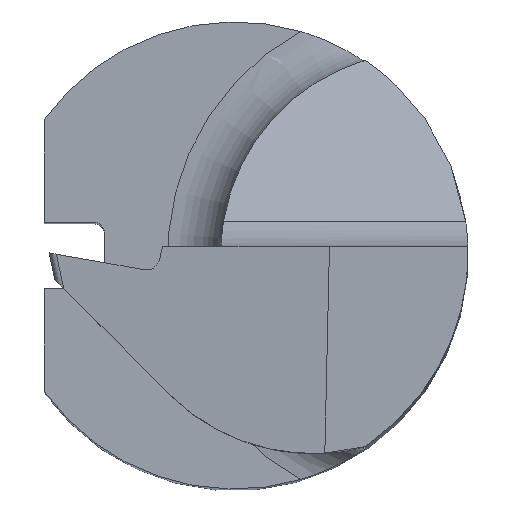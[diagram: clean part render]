
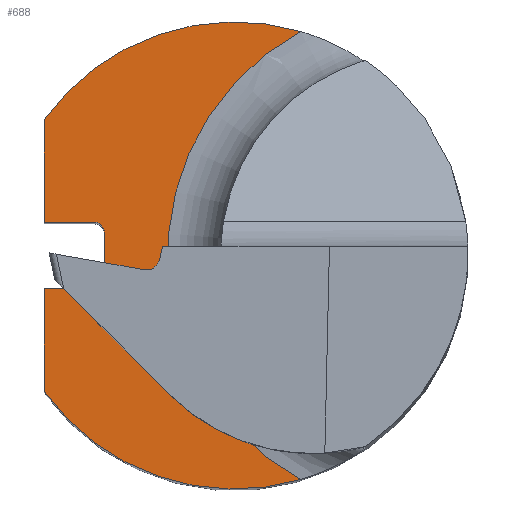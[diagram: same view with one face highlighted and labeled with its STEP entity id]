
A CAD part, top view. The second image highlights one B-rep face of the part: STEP entity #688.
In plain terms, the highlighted planar face has unit normal (0, 0, 1).
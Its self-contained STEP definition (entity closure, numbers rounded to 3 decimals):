
#4 = ORIENTED_EDGE ( 'NONE', *, *, #530, .F. ) ;
#47 = ORIENTED_EDGE ( 'NONE', *, *, #365, .F. ) ;
#52 = DIRECTION ( 'NONE',  ( 0., 1., 0. ) ) ;
#85 = CARTESIAN_POINT ( 'NONE',  ( 0.325, -0.054, 15. ) ) ;
#87 = ORIENTED_EDGE ( 'NONE', *, *, #112, .F. ) ;
#93 = CARTESIAN_POINT ( 'NONE',  ( 2.827, 0., 15. ) ) ;
#95 = CIRCLE ( 'NONE', #286, 3.827 ) ;
#102 = CARTESIAN_POINT ( 'NONE',  ( -64.45, 0.5, 15. ) ) ;
#112 = EDGE_CURVE ( 'NONE', #704, #567, #825, .T. ) ;
#126 = DIRECTION ( 'NONE',  ( 0., 0., 1. ) ) ;
#137 = EDGE_CURVE ( 'NONE', #459, #1009, #855, .T. ) ;
#153 = VERTEX_POINT ( 'NONE', #361 ) ;
#160 = DIRECTION ( 'NONE',  ( 0., 0., -1. ) ) ;
#174 = DIRECTION ( 'NONE',  ( 0., 0., 1. ) ) ;
#194 = CARTESIAN_POINT ( 'NONE',  ( -2.1, 0.35, 15. ) ) ;
#205 = EDGE_CURVE ( 'NONE', #1009, #237, #749, .T. ) ;
#237 = VERTEX_POINT ( 'NONE', #447 ) ;
#238 = DIRECTION ( 'NONE',  ( -1., 0., 0. ) ) ;
#249 = LINE ( 'NONE', #102, #943 ) ;
#259 = CIRCLE ( 'NONE', #456, 0.15 ) ;
#275 = DIRECTION ( 'NONE',  ( 0., 0., 1. ) ) ;
#286 = AXIS2_PLACEMENT_3D ( 'NONE', #93, #334, #516 ) ;
#299 = CARTESIAN_POINT ( 'NONE',  ( 0.99, -3.357, 15. ) ) ;
#304 = CARTESIAN_POINT ( 'NONE',  ( -1.95, 0.35, 15. ) ) ;
#323 = FACE_OUTER_BOUND ( 'NONE', #677, .T. ) ;
#326 = VECTOR ( 'NONE', #52, 1000. ) ;
#331 = AXIS2_PLACEMENT_3D ( 'NONE', #852, #126, #407 ) ;
#333 = CARTESIAN_POINT ( 'NONE',  ( -2.85, 0.5, 15. ) ) ;
#334 = DIRECTION ( 'NONE',  ( 0., 0., 1. ) ) ;
#335 = ORIENTED_EDGE ( 'NONE', *, *, #137, .F. ) ;
#336 = CARTESIAN_POINT ( 'NONE',  ( -2.85, 2.032, 15. ) ) ;
#340 = VERTEX_POINT ( 'NONE', #757 ) ;
#361 = CARTESIAN_POINT ( 'NONE',  ( -1.95, -0.35, 15. ) ) ;
#365 = EDGE_CURVE ( 'NONE', #845, #340, #259, .T. ) ;
#407 = DIRECTION ( 'NONE',  ( -1., 0., 0. ) ) ;
#411 = CARTESIAN_POINT ( 'NONE',  ( 0., 0., 15. ) ) ;
#435 = VERTEX_POINT ( 'NONE', #813 ) ;
#437 = LINE ( 'NONE', #763, #891 ) ;
#447 = CARTESIAN_POINT ( 'NONE',  ( 0.99, 3.357, 15. ) ) ;
#451 = DIRECTION ( 'NONE',  ( -1., 0., 0. ) ) ;
#456 = AXIS2_PLACEMENT_3D ( 'NONE', #194, #275, #994 ) ;
#459 = VERTEX_POINT ( 'NONE', #333 ) ;
#462 = ORIENTED_EDGE ( 'NONE', *, *, #498, .F. ) ;
#477 = CARTESIAN_POINT ( 'NONE',  ( -64.45, -0.5, 15. ) ) ;
#497 = DIRECTION ( 'NONE',  ( 0., 1., 0. ) ) ;
#498 = EDGE_CURVE ( 'NONE', #340, #459, #249, .T. ) ;
#516 = DIRECTION ( 'NONE',  ( -1., 0., 0. ) ) ;
#523 = CIRCLE ( 'NONE', #331, 0.15 ) ;
#530 = EDGE_CURVE ( 'NONE', #831, #704, #1031, .T. ) ;
#546 = EDGE_CURVE ( 'NONE', #435, #567, #569, .T. ) ;
#567 = VERTEX_POINT ( 'NONE', #916 ) ;
#569 = LINE ( 'NONE', #477, #862 ) ;
#614 = AXIS2_PLACEMENT_3D ( 'NONE', #411, #160, #803 ) ;
#626 = ORIENTED_EDGE ( 'NONE', *, *, #933, .F. ) ;
#671 = CARTESIAN_POINT ( 'NONE',  ( -2.85, 2.032, 15. ) ) ;
#677 = EDGE_LOOP ( 'NONE', ( #817, #335, #462, #47, #927, #920, #869, #87, #4, #626 ) ) ;
#688 = ADVANCED_FACE ( 'NONE', ( #323 ), #802, .T. ) ;
#704 = VERTEX_POINT ( 'NONE', #960 ) ;
#724 = DIRECTION ( 'NONE',  ( 0., -1., 0. ) ) ;
#749 = CIRCLE ( 'NONE', #1015, 3.5 ) ;
#757 = CARTESIAN_POINT ( 'NONE',  ( -2.1, 0.5, 15. ) ) ;
#763 = CARTESIAN_POINT ( 'NONE',  ( -1.95, 0.5, 15. ) ) ;
#802 = PLANE ( 'NONE',  #990 ) ;
#803 = DIRECTION ( 'NONE',  ( -1., 0., 0. ) ) ;
#813 = CARTESIAN_POINT ( 'NONE',  ( -2.1, -0.5, 15. ) ) ;
#817 = ORIENTED_EDGE ( 'NONE', *, *, #205, .F. ) ;
#825 = LINE ( 'NONE', #911, #326 ) ;
#831 = VERTEX_POINT ( 'NONE', #299 ) ;
#845 = VERTEX_POINT ( 'NONE', #304 ) ;
#852 = CARTESIAN_POINT ( 'NONE',  ( -2.1, -0.35, 15. ) ) ;
#855 = LINE ( 'NONE', #336, #942 ) ;
#862 = VECTOR ( 'NONE', #901, 1000. ) ;
#869 = ORIENTED_EDGE ( 'NONE', *, *, #546, .T. ) ;
#870 = DIRECTION ( 'NONE',  ( 0., 0., -1. ) ) ;
#890 = DIRECTION ( 'NONE',  ( -1., 0., 0. ) ) ;
#891 = VECTOR ( 'NONE', #724, 1000. ) ;
#901 = DIRECTION ( 'NONE',  ( -1., 0., 0. ) ) ;
#911 = CARTESIAN_POINT ( 'NONE',  ( -2.85, 2.032, 15. ) ) ;
#916 = CARTESIAN_POINT ( 'NONE',  ( -2.85, -0.5, 15. ) ) ;
#920 = ORIENTED_EDGE ( 'NONE', *, *, #936, .F. ) ;
#927 = ORIENTED_EDGE ( 'NONE', *, *, #945, .T. ) ;
#933 = EDGE_CURVE ( 'NONE', #237, #831, #95, .T. ) ;
#936 = EDGE_CURVE ( 'NONE', #435, #153, #523, .T. ) ;
#942 = VECTOR ( 'NONE', #497, 1000. ) ;
#943 = VECTOR ( 'NONE', #890, 1000. ) ;
#945 = EDGE_CURVE ( 'NONE', #845, #153, #437, .T. ) ;
#955 = CARTESIAN_POINT ( 'NONE',  ( 0., 0., 15. ) ) ;
#960 = CARTESIAN_POINT ( 'NONE',  ( -2.85, -2.032, 15. ) ) ;
#990 = AXIS2_PLACEMENT_3D ( 'NONE', #85, #174, #451 ) ;
#994 = DIRECTION ( 'NONE',  ( -1., 0., 0. ) ) ;
#1009 = VERTEX_POINT ( 'NONE', #671 ) ;
#1015 = AXIS2_PLACEMENT_3D ( 'NONE', #955, #870, #238 ) ;
#1031 = CIRCLE ( 'NONE', #614, 3.5 ) ;
